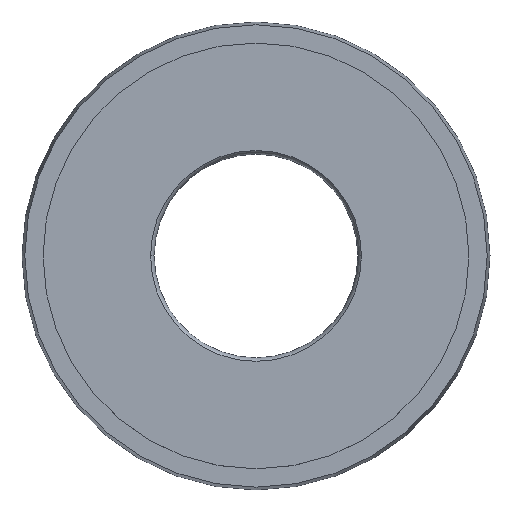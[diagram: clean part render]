
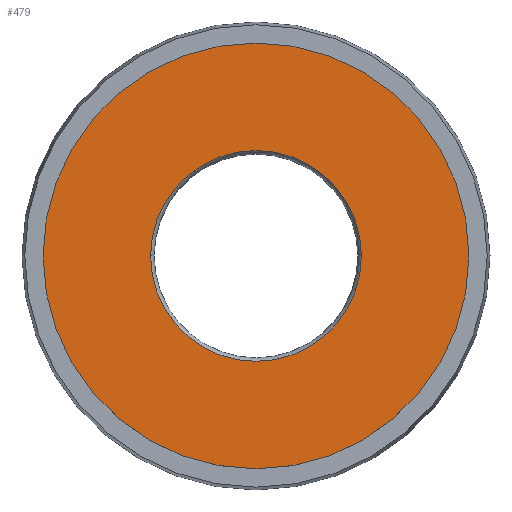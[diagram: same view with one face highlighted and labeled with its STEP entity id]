
A CAD part, top view. The second image highlights one B-rep face of the part: STEP entity #479.
In plain terms, the highlighted planar face has unit normal (0, 0, 1).
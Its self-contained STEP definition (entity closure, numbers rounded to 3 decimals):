
#12 = AXIS2_PLACEMENT_3D ( 'NONE', #146, #508, #13 ) ;
#13 = DIRECTION ( 'NONE',  ( 1., 0., 0. ) ) ;
#20 = AXIS2_PLACEMENT_3D ( 'NONE', #381, #126, #264 ) ;
#45 = CARTESIAN_POINT ( 'NONE',  ( 0., 0., 0. ) ) ;
#51 = DIRECTION ( 'NONE',  ( 0., 0., 1. ) ) ;
#71 = DIRECTION ( 'NONE',  ( 0., 0., -1. ) ) ;
#117 = PLANE ( 'NONE',  #259 ) ;
#126 = DIRECTION ( 'NONE',  ( 0., 0., 1. ) ) ;
#128 = EDGE_CURVE ( 'NONE', #475, #562, #132, .T. ) ;
#132 = CIRCLE ( 'NONE', #12, 15.15 ) ;
#146 = CARTESIAN_POINT ( 'NONE',  ( 0., 0., 0. ) ) ;
#196 = CIRCLE ( 'NONE', #205, 7.5 ) ;
#205 = AXIS2_PLACEMENT_3D ( 'NONE', #600, #334, #555 ) ;
#213 = CARTESIAN_POINT ( 'NONE',  ( 15.15, 0., 0. ) ) ;
#223 = CIRCLE ( 'NONE', #419, 15.15 ) ;
#259 = AXIS2_PLACEMENT_3D ( 'NONE', #480, #71, #539 ) ;
#264 = DIRECTION ( 'NONE',  ( 1., 0., 0. ) ) ;
#269 = EDGE_CURVE ( 'NONE', #562, #475, #223, .T. ) ;
#272 = EDGE_CURVE ( 'NONE', #542, #282, #196, .T. ) ;
#282 = VERTEX_POINT ( 'NONE', #398 ) ;
#334 = DIRECTION ( 'NONE',  ( 0., 0., 1. ) ) ;
#343 = FACE_OUTER_BOUND ( 'NONE', #476, .T. ) ;
#365 = EDGE_LOOP ( 'NONE', ( #433, #465 ) ) ;
#381 = CARTESIAN_POINT ( 'NONE',  ( 0., 0., 0. ) ) ;
#395 = DIRECTION ( 'NONE',  ( 1., 0., 0. ) ) ;
#398 = CARTESIAN_POINT ( 'NONE',  ( 7.5, 0., 0. ) ) ;
#419 = AXIS2_PLACEMENT_3D ( 'NONE', #45, #51, #395 ) ;
#433 = ORIENTED_EDGE ( 'NONE', *, *, #601, .F. ) ;
#434 = CARTESIAN_POINT ( 'NONE',  ( -7.5, 0., 0. ) ) ;
#457 = CIRCLE ( 'NONE', #20, 7.5 ) ;
#465 = ORIENTED_EDGE ( 'NONE', *, *, #272, .F. ) ;
#475 = VERTEX_POINT ( 'NONE', #545 ) ;
#476 = EDGE_LOOP ( 'NONE', ( #584, #513 ) ) ;
#479 = ADVANCED_FACE ( 'NONE', ( #633, #343 ), #117, .F. ) ;
#480 = CARTESIAN_POINT ( 'NONE',  ( 0., 0., 0. ) ) ;
#508 = DIRECTION ( 'NONE',  ( 0., 0., 1. ) ) ;
#513 = ORIENTED_EDGE ( 'NONE', *, *, #128, .T. ) ;
#539 = DIRECTION ( 'NONE',  ( -1., 0., 0. ) ) ;
#542 = VERTEX_POINT ( 'NONE', #434 ) ;
#545 = CARTESIAN_POINT ( 'NONE',  ( -15.15, 0., 0. ) ) ;
#555 = DIRECTION ( 'NONE',  ( 1., 0., 0. ) ) ;
#562 = VERTEX_POINT ( 'NONE', #213 ) ;
#584 = ORIENTED_EDGE ( 'NONE', *, *, #269, .T. ) ;
#600 = CARTESIAN_POINT ( 'NONE',  ( 0., 0., 0. ) ) ;
#601 = EDGE_CURVE ( 'NONE', #282, #542, #457, .T. ) ;
#633 = FACE_BOUND ( 'NONE', #365, .T. ) ;
